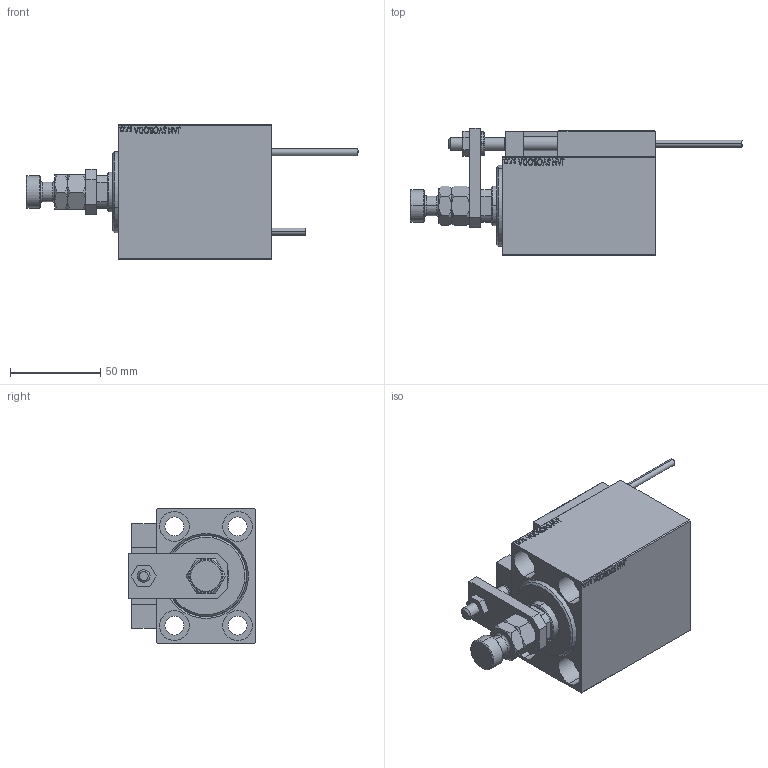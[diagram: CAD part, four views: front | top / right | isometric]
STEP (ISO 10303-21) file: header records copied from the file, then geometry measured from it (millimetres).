
FILE_DESCRIPTION (( 'STEP AP203' ), '1' );
FILE_NAME ('c8bf.STEP', '2022-04-16T23:15:43', ( '' ), ( '' ), 'SwSTEP 2.0', 'SolidWorks 2019', '' );
FILE_SCHEMA (( 'CONFIG_CONTROL_DESIGN' ));
Length unit declared in the file: millimetre
Products named in the file (16): SWITCH X b22b0b314aae4cf1f2333b8ce9462232; c8bf; TYC_L79 b22b0b314aae4cf1f2333b8ce9462232; Block b22b0b314aae4cf1f2333b8ce9462232; X_Y_MFA b22b0b314aae4cf1f2333b8ce9462232; KONCOVKA b22b0b314aae4cf1f2333b8ce9462232; SWITCH DIM B,W b22b0b314aae4cf1f2333b8ce9462232; ZARAZKA b22b0b314aae4cf1f2333b8ce9462232; V450CM_VC_B b22b0b314aae4cf1f2333b8ce9462232; SWITCH_X_FRONT_BACK b22b0b314aae4cf1f2333b8ce9462232; V450CM_C_VCP b22b0b314aae4cf1f2333b8ce9462232; MAGNET b22b0b314aae4cf1f2333b8ce9462232; V450CM_C_Body b22b0b314aae4cf1f2333b8ce9462232; ALLEN BOLT D8 b22b0b314aae4cf1f2333b8ce9462232; NUT_D12 b22b0b314aae4cf1f2333b8ce9462232; ALLEN BOLT D5 b22b0b314aae4cf1f2333b8ce9462232
Assembly tree (25 placements, depth 3):
  c8bf
    V450CM_C_Body b22b0b314aae4cf1f2333b8ce9462232
    SWITCH X b22b0b314aae4cf1f2333b8ce9462232
      SWITCH_X_FRONT_BACK b22b0b314aae4cf1f2333b8ce9462232  x2
      TYC_L79 b22b0b314aae4cf1f2333b8ce9462232
      Block b22b0b314aae4cf1f2333b8ce9462232  x2
      ALLEN BOLT D5 b22b0b314aae4cf1f2333b8ce9462232  x4
      ALLEN BOLT D8 b22b0b314aae4cf1f2333b8ce9462232  x4
      MAGNET b22b0b314aae4cf1f2333b8ce9462232  x2
      KONCOVKA b22b0b314aae4cf1f2333b8ce9462232  x2
    NUT_D12 b22b0b314aae4cf1f2333b8ce9462232
    SWITCH DIM B,W b22b0b314aae4cf1f2333b8ce9462232
    ZARAZKA b22b0b314aae4cf1f2333b8ce9462232
    V450CM_C_VCP b22b0b314aae4cf1f2333b8ce9462232
    V450CM_VC_B b22b0b314aae4cf1f2333b8ce9462232
    X_Y_MFA b22b0b314aae4cf1f2333b8ce9462232
Bounding box: 184 x 70.5 x 75 mm (x, y, z)
Volume: 355862.3 mm3; surface area: 90099.4 mm2
Topology: 24 solids, 24 shells, 1330 faces, 3170 edges, 2017 vertices
Faces by surface type: plane 576, bspline 380, cylinder 188, cone 134, torus 48, sphere 4
Entity records: 51768 total; most frequent: CARTESIAN_POINT 26435, ORIENTED_EDGE 5360, DIRECTION 3656, EDGE_CURVE 2680, VERTEX_POINT 1741, LINE 1500, VECTOR 1500, EDGE_LOOP 1241
